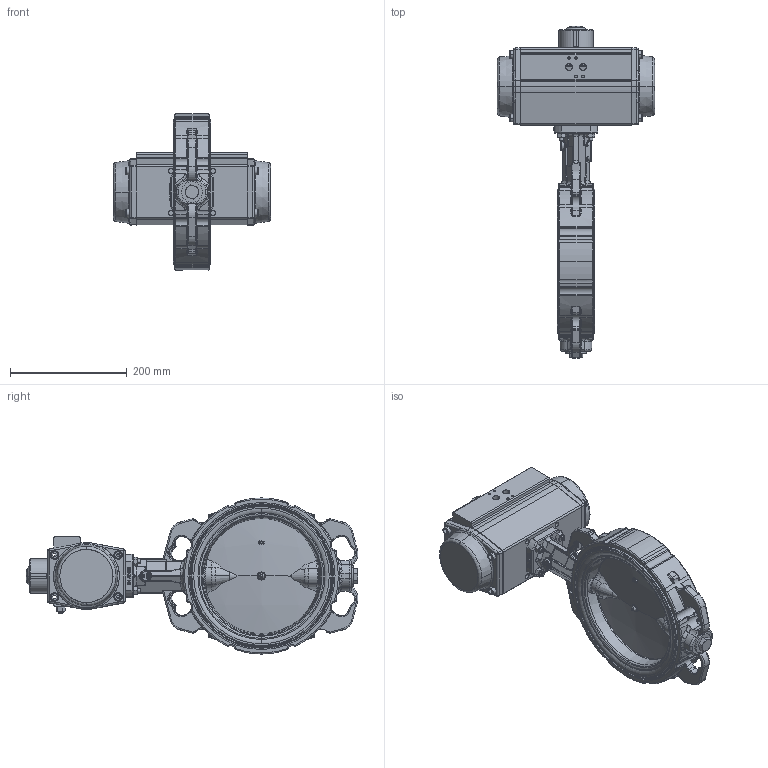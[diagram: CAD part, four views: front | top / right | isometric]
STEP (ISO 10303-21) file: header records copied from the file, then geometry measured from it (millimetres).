
FILE_DESCRIPTION (( 'STEP AP203' ), '1' );
FILE_NAME ('AK01_DN200_pneu.-doppelw..STEP', '2022-11-03T13:14:41', ( '' ), ( '' ), 'SwSTEP 2.0', 'SolidWorks 2021', '' );
FILE_SCHEMA (( 'CONFIG_CONTROL_DESIGN' ));
Products named in the file (1): AK01_DN200_pneu.-doppelw.
Bounding box: 270 x 569.89 x 268 mm (x, y, z)
Surface area: 430743.4 mm2 (no closed solid volume)
Topology: 0 solids, 378 shells, 1514 faces, 5091 edges, 3852 vertices
Faces by surface type: cylinder 454, plane 342, torus 302, bspline 290, cone 107, sphere 19
Entity records: 94879 total; most frequent: CARTESIAN_POINT 53999, DIRECTION 7992, ORIENTED_EDGE 7627, EDGE_CURVE 5054, VERTEX_POINT 3852, AXIS2_PLACEMENT_3D 3127, CIRCLE 1902, LINE 1738
